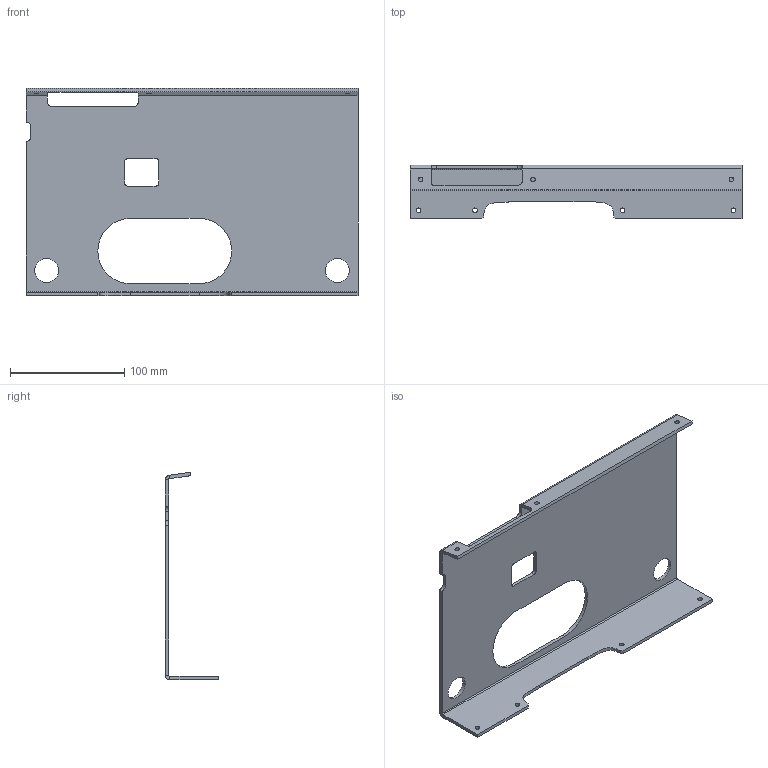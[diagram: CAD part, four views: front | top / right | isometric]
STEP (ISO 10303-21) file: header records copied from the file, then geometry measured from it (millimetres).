
FILE_DESCRIPTION(/* description */ ('STEP AP242','CAx-IF Rec.Pracs.---Representation and Presentation of Product Manufacturing Information (PMI)---4.0---2014-10-13','CAx-IF Rec.Pracs.---3D Tessellated Geometry---0.4---2014-09-14','2;1'),/* implementation_level */ '2;1');
FILE_NAME(/* name */ '687ea83576b8774d2f2cb50e',/* time_stamp */ '2025-07-21T20:51:01Z',/* author */ (''),/* organization */ (''),/* preprocessor_version */ 'ST-DEVELOPER v20',/* originating_system */ 'ONSHAPE BY PTC INC, 1.201',/* authorisation */ ' ');
FILE_SCHEMA (('AP242_MANAGED_MODEL_BASED_3D_ENGINEERING_MIM_LF { 1 0 10303 442 1 1 4 }'));
Length unit declared in the file: metre
Products named in the file (1): Part 3
Bounding box: 290.1 x 46.83 x 181.25 mm (x, y, z)
Volume: 174469.1 mm3; surface area: 122061.6 mm2
Topology: 1 solids, 1 shells, 67 faces, 177 edges, 110 vertices
Faces by surface type: plane 38, cylinder 23, bspline 6
Full cylindrical faces by diameter (mm): 4.2 x7, 21 x2
Entity records: 2322 total; most frequent: CARTESIAN_POINT 626, ORIENTED_EDGE 336, DIRECTION 334, EDGE_CURVE 168, AXIS2_PLACEMENT_3D 112, VERTEX_POINT 110, LINE 110, VECTOR 110
